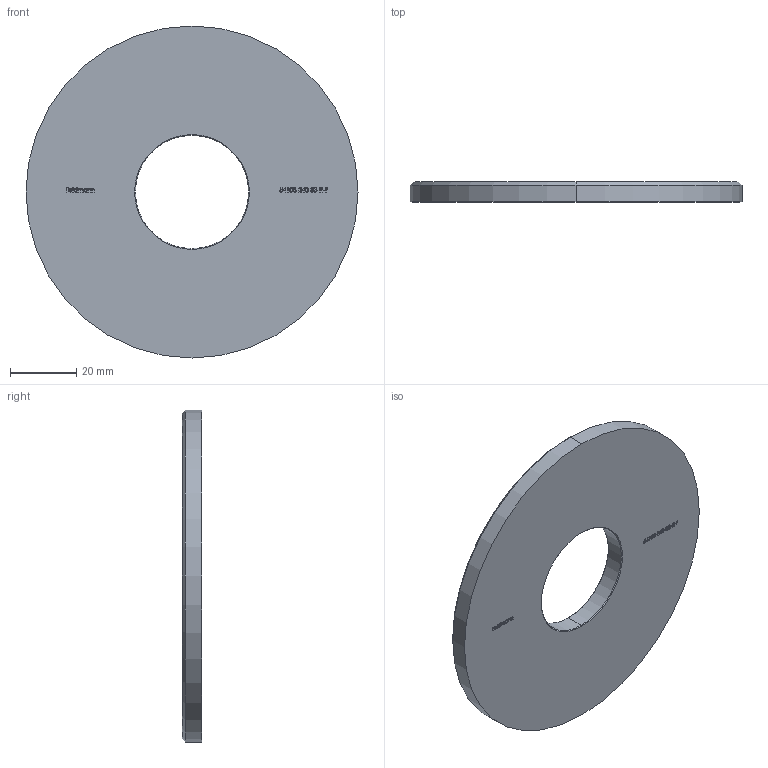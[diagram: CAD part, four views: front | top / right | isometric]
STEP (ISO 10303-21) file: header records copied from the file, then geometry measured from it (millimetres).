
FILE_DESCRIPTION (( 'STEP AP203' ), '1' );
FILE_NAME ('54108-240-33-R-F.step', '2020-10-30T12:45:19', ( '' ), ( '' ), 'SwSTEP 2.0', 'SolidWorks 2018', '' );
FILE_SCHEMA (( 'CONFIG_CONTROL_DESIGN' ));
Length unit declared in the file: millimetre
Products named in the file (2): 54108-240-33-R-F
Bounding box: 100 x 6 x 100 mm (x, y, z)
Volume: 41480.8 mm3; surface area: 16205.1 mm2
Topology: 1 solids, 1 shells, 317 faces, 837 edges, 556 vertices
Faces by surface type: plane 177, bspline 130, cone 6, cylinder 4
Entity records: 16944 total; most frequent: CARTESIAN_POINT 9810, ORIENTED_EDGE 1674, DIRECTION 969, EDGE_CURVE 837, LINE 563, VECTOR 563, VERTEX_POINT 556, EDGE_LOOP 353
